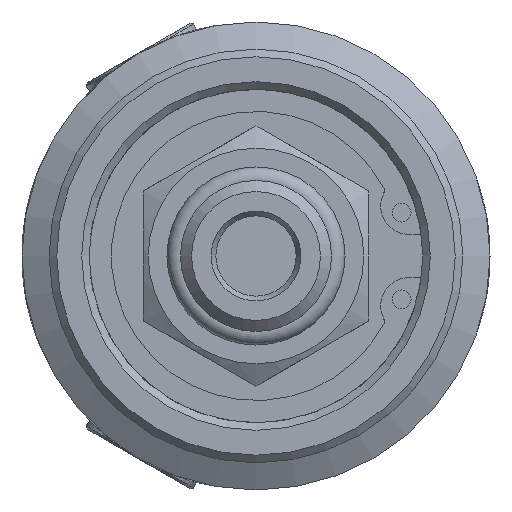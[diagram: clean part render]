
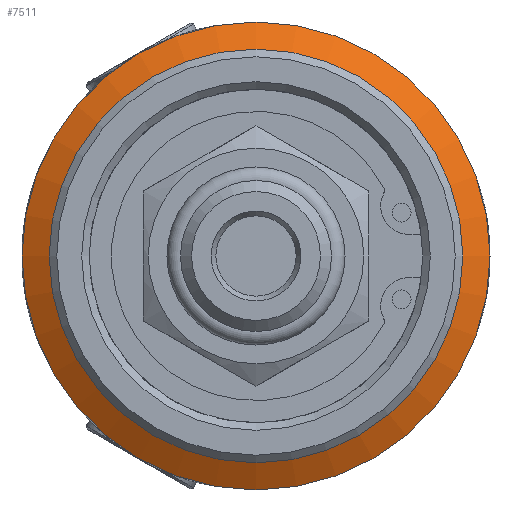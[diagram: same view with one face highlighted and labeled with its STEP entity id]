
A CAD part, left-side view. The second image highlights one B-rep face of the part: STEP entity #7511.
In plain terms, the highlighted conical face has half-angle 60 degrees and reference radius 23.312 mm.
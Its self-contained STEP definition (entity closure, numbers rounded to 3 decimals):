
#14=CONICAL_SURFACE('',#8012,23.312,1.047);
#1039=LINE('',#51239,#1487);
#1487=VECTOR('',#9318,23.312);
#2236=FACE_OUTER_BOUND('',#2695,.T.);
#2695=EDGE_LOOP('',(#6627,#6628,#6629,#6630,#6631,#6632));
#2970=CIRCLE('',#7943,24.75);
#2971=CIRCLE('',#7944,24.75);
#3002=CIRCLE('',#8013,21.874);
#3003=CIRCLE('',#8014,21.874);
#3624=VERTEX_POINT('',#50935);
#3625=VERTEX_POINT('',#50937);
#3683=VERTEX_POINT('',#51238);
#3684=VERTEX_POINT('',#51240);
#4629=EDGE_CURVE('',#3624,#3625,#2970,.T.);
#4630=EDGE_CURVE('',#3625,#3624,#2971,.T.);
#4711=EDGE_CURVE('',#3624,#3683,#1039,.T.);
#4712=EDGE_CURVE('',#3683,#3684,#3002,.T.);
#4713=EDGE_CURVE('',#3684,#3683,#3003,.T.);
#6627=ORIENTED_EDGE('',*,*,#4630,.F.);
#6628=ORIENTED_EDGE('',*,*,#4629,.F.);
#6629=ORIENTED_EDGE('',*,*,#4711,.T.);
#6630=ORIENTED_EDGE('',*,*,#4712,.T.);
#6631=ORIENTED_EDGE('',*,*,#4713,.T.);
#6632=ORIENTED_EDGE('',*,*,#4711,.F.);
#7511=ADVANCED_FACE('',(#2236),#14,.T.);
#7943=AXIS2_PLACEMENT_3D('',#50938,#9146,#9147);
#7944=AXIS2_PLACEMENT_3D('',#50939,#9148,#9149);
#8012=AXIS2_PLACEMENT_3D('',#51237,#9316,#9317);
#8013=AXIS2_PLACEMENT_3D('',#51241,#9319,#9320);
#8014=AXIS2_PLACEMENT_3D('',#51242,#9321,#9322);
#9146=DIRECTION('center_axis',(1.,0.,0.));
#9147=DIRECTION('ref_axis',(0.,1.,0.));
#9148=DIRECTION('center_axis',(1.,0.,0.));
#9149=DIRECTION('ref_axis',(0.,1.,0.));
#9316=DIRECTION('center_axis',(1.,0.,0.));
#9317=DIRECTION('ref_axis',(0.,1.,0.));
#9318=DIRECTION('',(-0.5,0.866,0.));
#9319=DIRECTION('center_axis',(1.,0.,0.));
#9320=DIRECTION('ref_axis',(0.,1.,0.));
#9321=DIRECTION('center_axis',(1.,0.,0.));
#9322=DIRECTION('ref_axis',(0.,1.,0.));
#50935=CARTESIAN_POINT('',(37.66,-24.75,0.));
#50937=CARTESIAN_POINT('',(37.66,24.75,0.));
#50938=CARTESIAN_POINT('Origin',(37.66,0.,0.));
#50939=CARTESIAN_POINT('Origin',(37.66,0.,0.));
#51237=CARTESIAN_POINT('Origin',(36.83,0.,0.));
#51238=CARTESIAN_POINT('',(36.,-21.874,0.));
#51239=CARTESIAN_POINT('',(36.83,-23.312,0.));
#51240=CARTESIAN_POINT('',(36.,21.874,0.));
#51241=CARTESIAN_POINT('Origin',(36.,0.,0.));
#51242=CARTESIAN_POINT('Origin',(36.,0.,0.));
